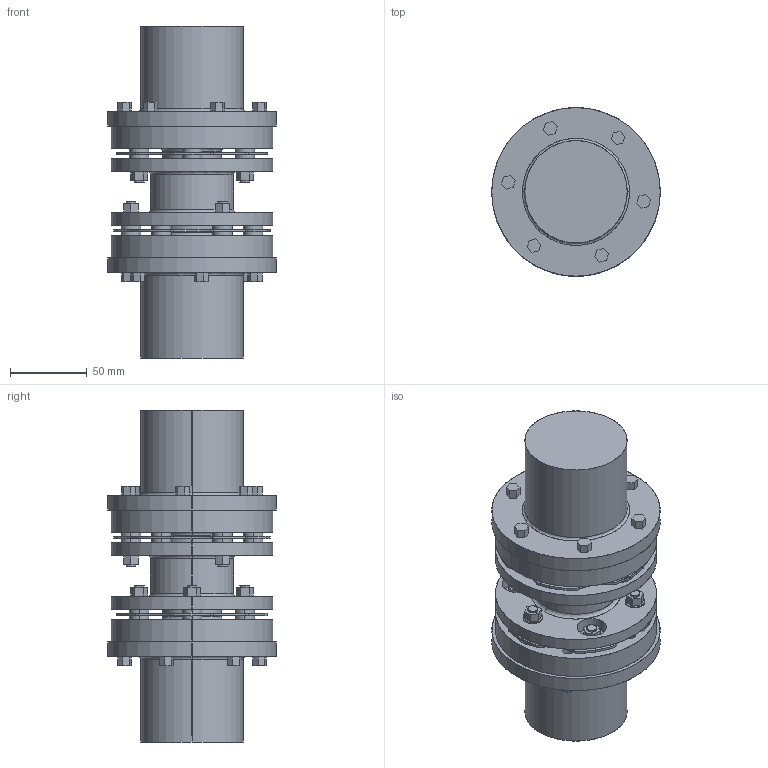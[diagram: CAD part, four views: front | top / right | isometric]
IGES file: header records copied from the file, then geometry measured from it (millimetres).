
Start section: SolidWorks IGES file using analytic representation for surfaces
Global section: file name: KD103_K07251524364644.igs; native system: SolidWorks 2017; preprocessor: SolidWorks 2017; author: partstream; date: 170725.152451; units: inch
Bounding box: 109.52 x 109.52 x 215.8 mm (x, y, z)
Surface area: 180945.5 mm2 (no closed solid volume)
Topology: 0 solids, 0 shells, 647 faces, 11298 edges, 11298 vertices
Faces by surface type: bspline 370, revolution 277
